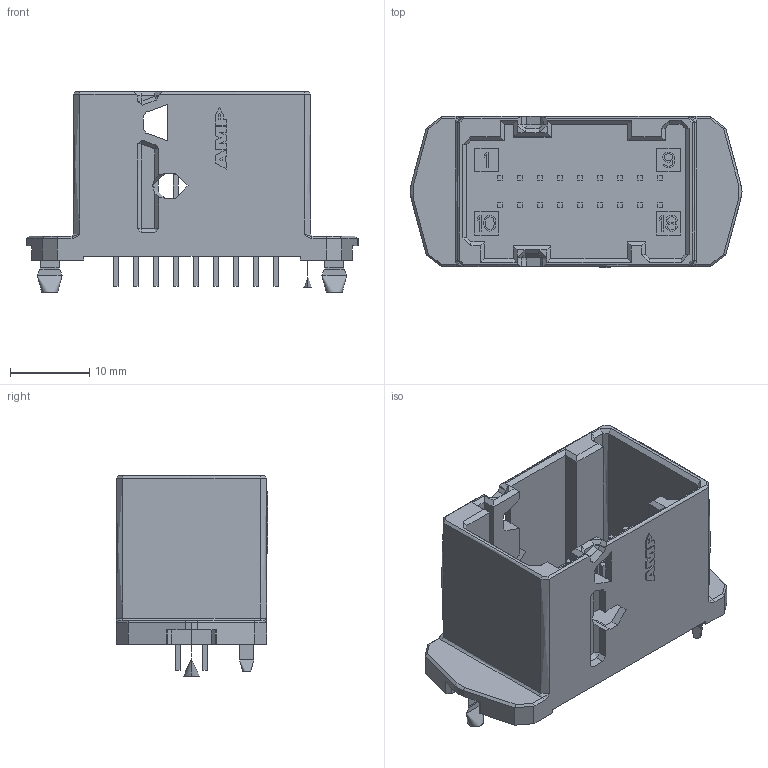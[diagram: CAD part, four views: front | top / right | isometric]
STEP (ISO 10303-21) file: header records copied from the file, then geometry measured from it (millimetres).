
FILE_DESCRIPTION(/* description */ (''),/* implementation_level */ '2;1');
FILE_NAME(/* name */ 'AMP953~1',/* time_stamp */ '2018-02-27T20:55:34+03:00',/* author */ (''),/* organization */ (''),/* preprocessor_version */ 'ST-DEVELOPER v15',/* originating_system */ '',/* authorisation */ '');
FILE_SCHEMA (('AUTOMOTIVE_DESIGN'));
Length unit declared in the file: millimetre
Products named in the file (1): Document
Bounding box: 42 x 19.15 x 25.35 mm (x, y, z)
Surface area: 5999.8 mm2 (no closed solid volume)
Topology: 0 solids, 37 shells, 710 faces, 1990 edges, 1324 vertices
Faces by surface type: plane 554, bspline 156
Entity records: 24080 total; most frequent: CARTESIAN_POINT 11010, ORIENTED_EDGE 3668, EDGE_CURVE 1982, B_SPLINE_CURVE_WITH_KNOTS 1748, VERTEX_POINT 1324, EDGE_LOOP 772, ADVANCED_FACE 710, FACE_OUTER_BOUND 710
